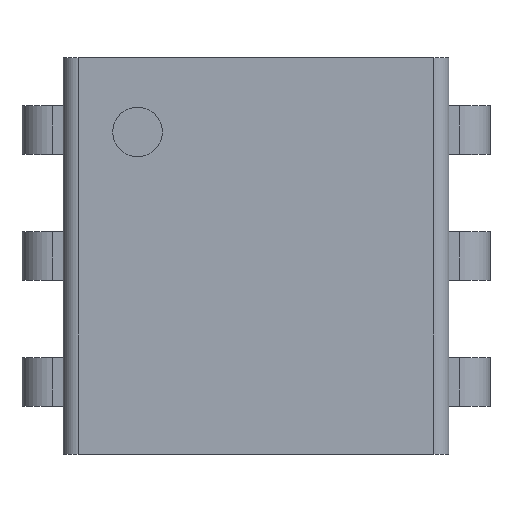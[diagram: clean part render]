
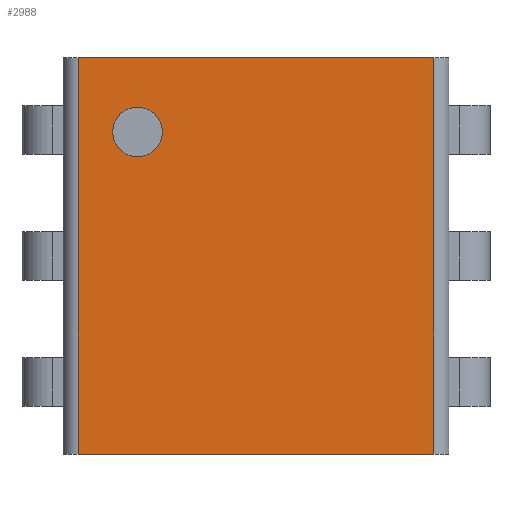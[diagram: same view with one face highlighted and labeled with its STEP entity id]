
A CAD part, top view. The second image highlights one B-rep face of the part: STEP entity #2988.
In plain terms, the highlighted free-form (B-spline) face has degree [1, 1] with [2, 2] control points.
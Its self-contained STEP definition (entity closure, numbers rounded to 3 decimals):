
#2871=CARTESIAN_POINT('',(-0.945,1.25,1.5));
#2872=VERTEX_POINT('',#2871);
#2888=CARTESIAN_POINT('',(-1.445,1.25,1.5));
#2889=VERTEX_POINT('',#2888);
#2896=CARTESIAN_POINT('',(-1.195,1.25,1.5));
#2897=DIRECTION('',(0.0,0.0,-1.0));
#2898=DIRECTION('',(1.0,0.0,0.0));
#2899=AXIS2_PLACEMENT_3D('',#2896,#2897,#2898);
#2900=CIRCLE('',#2899,0.25);
#2901=EDGE_CURVE('',#2872,#2889,#2900,.T.);
#2911=CARTESIAN_POINT('',(1.793,-2.0,1.5));
#2912=VERTEX_POINT('',#2911);
#2930=CARTESIAN_POINT('',(1.793,2.0,1.5));
#2931=VERTEX_POINT('',#2930);
#2939=CARTESIAN_POINT('',(1.793,2.0,1.5));
#2940=DIRECTION('',(0.0,-1.0,0.0));
#2941=VECTOR('',#2940,4.0);
#2942=LINE('',#2939,#2941);
#2943=EDGE_CURVE('',#2931,#2912,#2942,.T.);
#2948=CARTESIAN_POINT('',(-1.793,-2.0,1.5));
#2949=CARTESIAN_POINT('',(1.793,-2.0,1.5));
#2950=CARTESIAN_POINT('',(-1.793,2.0,1.5));
#2951=CARTESIAN_POINT('',(1.793,2.0,1.5));
#2952=B_SPLINE_SURFACE_WITH_KNOTS('',1,1,((#2948,#2950),(#2949,#2951)),.UNSPECIFIED.,.F.,.F.,.U.,(2,2),(2,2),(0.0,3.586),(0.0,4.0),.UNSPECIFIED.);
#2953=ORIENTED_EDGE('',*,*,#2943,.F.);
#2954=CARTESIAN_POINT('',(-1.793,2.0,1.5));
#2955=VERTEX_POINT('',#2954);
#2956=CARTESIAN_POINT('',(-1.793,2.0,1.5));
#2957=DIRECTION('',(1.0,0.0,0.0));
#2958=VECTOR('',#2957,3.586);
#2959=LINE('',#2956,#2958);
#2960=EDGE_CURVE('',#2955,#2931,#2959,.T.);
#2961=ORIENTED_EDGE('',*,*,#2960,.F.);
#2962=CARTESIAN_POINT('',(-1.793,-2.0,1.5));
#2963=VERTEX_POINT('',#2962);
#2964=CARTESIAN_POINT('',(-1.793,-2.0,1.5));
#2965=DIRECTION('',(0.0,1.0,0.0));
#2966=VECTOR('',#2965,4.0);
#2967=LINE('',#2964,#2966);
#2968=EDGE_CURVE('',#2963,#2955,#2967,.T.);
#2969=ORIENTED_EDGE('',*,*,#2968,.F.);
#2970=CARTESIAN_POINT('',(1.793,-2.0,1.5));
#2971=DIRECTION('',(-1.0,0.0,0.0));
#2972=VECTOR('',#2971,3.586);
#2973=LINE('',#2970,#2972);
#2974=EDGE_CURVE('',#2912,#2963,#2973,.T.);
#2975=ORIENTED_EDGE('',*,*,#2974,.F.);
#2976=EDGE_LOOP('',(#2953,#2961,#2969,#2975));
#2977=FACE_OUTER_BOUND('',#2976,.T.);
#2978=ORIENTED_EDGE('',*,*,#2901,.T.);
#2979=CARTESIAN_POINT('',(-1.195,1.25,1.5));
#2980=DIRECTION('',(0.0,0.0,-1.0));
#2981=DIRECTION('',(1.0,0.0,0.0));
#2982=AXIS2_PLACEMENT_3D('',#2979,#2980,#2981);
#2983=CIRCLE('',#2982,0.25);
#2984=EDGE_CURVE('',#2889,#2872,#2983,.T.);
#2985=ORIENTED_EDGE('',*,*,#2984,.T.);
#2986=EDGE_LOOP('',(#2978,#2985));
#2987=FACE_BOUND('',#2986,.T.);
#2988=ADVANCED_FACE('',(#2977,#2987),#2952,.T.);
